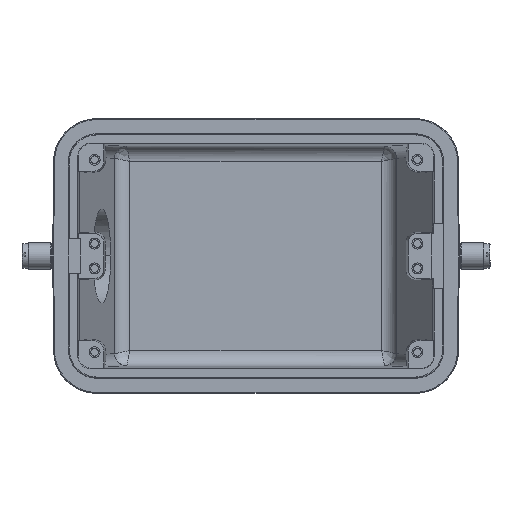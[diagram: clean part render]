
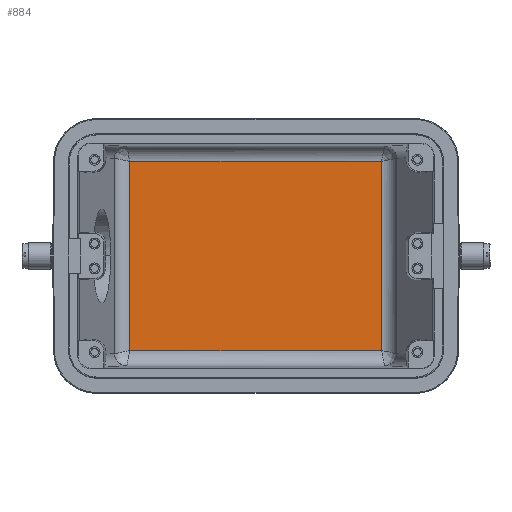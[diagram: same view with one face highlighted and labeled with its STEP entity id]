
A CAD part, front view. The second image highlights one B-rep face of the part: STEP entity #884.
In plain terms, the highlighted planar face has unit normal (0, -1, 0).
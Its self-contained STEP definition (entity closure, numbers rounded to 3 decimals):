
#434=FACE_OUTER_BOUND('',#2008,.T.);
#884=ADVANCED_FACE('NONE',(#434),#1354,.F.);
#1354=PLANE('',#8575);
#2008=EDGE_LOOP('',(#2703,#2704,#2705,#2706));
#2703=ORIENTED_EDGE('',*,*,#5875,.F.);
#2704=ORIENTED_EDGE('',*,*,#5876,.F.);
#2705=ORIENTED_EDGE('',*,*,#5877,.F.);
#2706=ORIENTED_EDGE('',*,*,#5831,.T.);
#5042=VERTEX_POINT('',#11544);
#5044=VERTEX_POINT('',#11547);
#5075=VERTEX_POINT('',#11755);
#5076=VERTEX_POINT('',#11757);
#5831=EDGE_CURVE('NONE',#5044,#5042,#7005,.T.);
#5875=EDGE_CURVE('NONE',#5075,#5042,#7030,.T.);
#5876=EDGE_CURVE('NONE',#5076,#5075,#7031,.T.);
#5877=EDGE_CURVE('NONE',#5044,#5076,#7032,.T.);
#7005=LINE('',#11546,#7801);
#7030=LINE('',#11754,#7826);
#7031=LINE('',#11756,#7827);
#7032=LINE('',#11758,#7828);
#7801=VECTOR('',#9248,1.);
#7826=VECTOR('',#9305,1.);
#7827=VECTOR('',#9306,1.);
#7828=VECTOR('',#9307,1.);
#8575=AXIS2_PLACEMENT_3D('',#11759,#9308,#9309);
#9248=DIRECTION('',(1.,0.,0.));
#9305=DIRECTION('',(0.,0.,-1.));
#9306=DIRECTION('',(1.,0.,0.));
#9307=DIRECTION('',(0.,0.,1.));
#9308=DIRECTION('',(0.,1.,0.));
#9309=DIRECTION('',(0.,0.,1.));
#11544=CARTESIAN_POINT('',(40.433,90.,-30.488));
#11546=CARTESIAN_POINT('',(57.796,90.,-30.488));
#11547=CARTESIAN_POINT('',(-40.687,90.,-30.488));
#11754=CARTESIAN_POINT('',(40.433,90.,-36.3));
#11755=CARTESIAN_POINT('',(40.433,90.,30.488));
#11756=CARTESIAN_POINT('',(44.554,90.,30.488));
#11757=CARTESIAN_POINT('',(-40.687,90.,30.488));
#11758=CARTESIAN_POINT('',(-40.687,90.,-36.3));
#11759=CARTESIAN_POINT('',(44.554,90.,-36.3));
